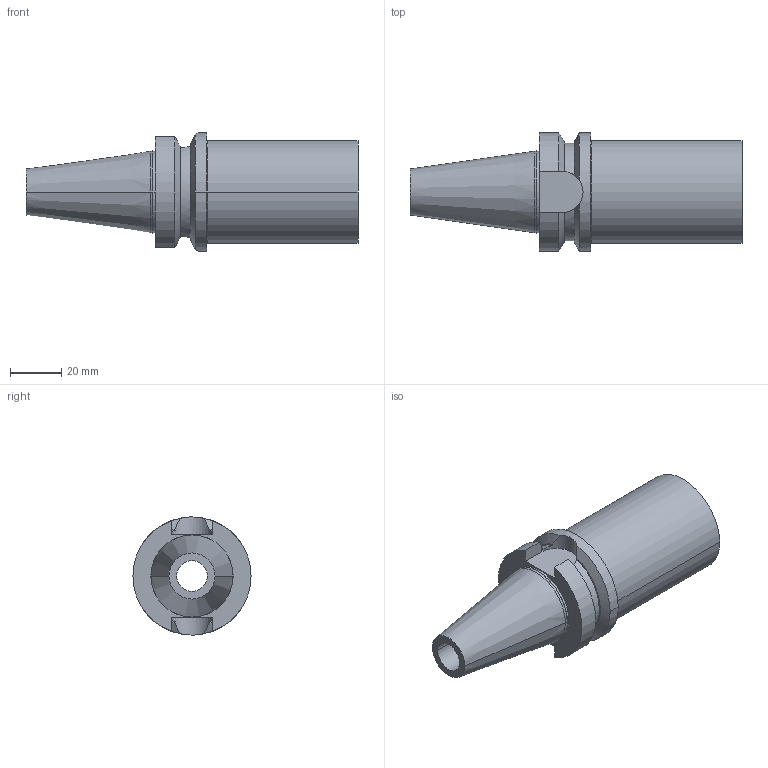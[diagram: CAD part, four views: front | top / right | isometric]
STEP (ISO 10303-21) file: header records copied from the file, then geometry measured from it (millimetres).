
FILE_DESCRIPTION((''),'2;1');
FILE_NAME('84524209','2021-01-19T13:25:33',('thiemer'),(''),'CREO PARAMETRIC BY PTC INC, 2020053','CREO PARAMETRIC BY PTC INC, 2020053','');
FILE_SCHEMA(('AP242_MANAGED_MODEL_BASED_3D_ENGINEERING_MIM_LF { 1 0 10303 442 1 1 4 }'));
Length unit declared in the file: millimetre
Products named in the file (1): 84524209
Bounding box: 129.3 x 46 x 46 mm (x, y, z)
Volume: 84172.1 mm3; surface area: 25010.5 mm2
Topology: 1 solids, 1 shells, 47 faces, 131 edges, 92 vertices
Faces by surface type: cylinder 18, plane 17, cone 10, torus 2
Entity records: 2438 total; most frequent: CARTESIAN_POINT 379, DIRECTION 307, ORIENTED_EDGE 228, PRESENTATION_STYLE_ASSIGNMENT 147, STYLED_ITEM 147, CURVE_STYLE 146, AXIS2_PLACEMENT_3D 118, EDGE_CURVE 114
